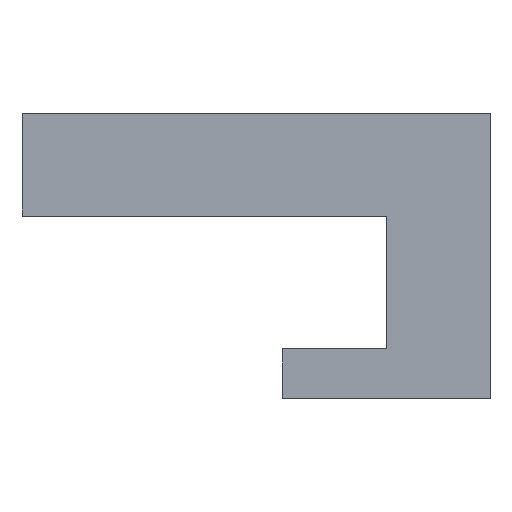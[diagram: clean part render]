
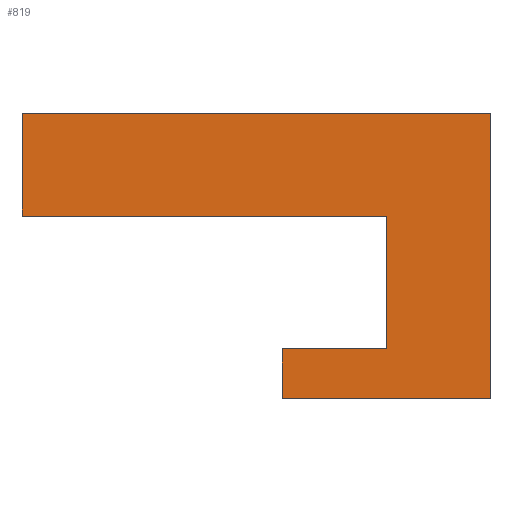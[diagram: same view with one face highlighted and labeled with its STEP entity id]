
A CAD part, left-side view. The second image highlights one B-rep face of the part: STEP entity #819.
In plain terms, the highlighted planar face has unit normal (-1, 0, 0).
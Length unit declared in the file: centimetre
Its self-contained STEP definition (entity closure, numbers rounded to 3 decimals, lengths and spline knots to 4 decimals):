
#475=VERTEX_POINT('',#2949);
#477=VERTEX_POINT('',#2952);
#492=VERTEX_POINT('',#2993);
#493=VERTEX_POINT('',#2997);
#494=VERTEX_POINT('',#2998);
#498=VERTEX_POINT('',#3008);
#513=VERTEX_POINT('',#3059);
#514=VERTEX_POINT('',#3063);
#522=EDGE_CURVE('',#477,#475,#1554,.T.);
#543=EDGE_CURVE('',#477,#492,#1571,.T.);
#545=EDGE_CURVE('',#493,#494,#1573,.T.);
#551=EDGE_CURVE('',#494,#498,#1579,.T.);
#572=EDGE_CURVE('',#475,#513,#1590,.T.);
#573=EDGE_CURVE('',#514,#493,#1591,.T.);
#575=EDGE_CURVE('',#513,#514,#1593,.T.);
#576=EDGE_CURVE('',#498,#492,#1594,.T.);
#682=ORIENTED_EDGE('',*,*,#522,.T.);
#683=ORIENTED_EDGE('',*,*,#572,.T.);
#684=ORIENTED_EDGE('',*,*,#575,.T.);
#685=ORIENTED_EDGE('',*,*,#573,.T.);
#686=ORIENTED_EDGE('',*,*,#545,.T.);
#687=ORIENTED_EDGE('',*,*,#551,.T.);
#688=ORIENTED_EDGE('',*,*,#576,.T.);
#689=ORIENTED_EDGE('',*,*,#543,.F.);
#742=EDGE_LOOP('',(#682,#683,#684,#685,#686,#687,#688,#689));
#788=FACE_BOUND('',#742,.T.);
#819=ADVANCED_FACE('',(#788),#2527,.T.);
#1554=LINE('',#2951,#2457);
#1571=LINE('',#2992,#2474);
#1573=LINE('',#2996,#2476);
#1579=LINE('',#3009,#2482);
#1590=LINE('',#3060,#2493);
#1591=LINE('',#3062,#2494);
#1593=LINE('',#3066,#2496);
#1594=LINE('',#3068,#2497);
#2308=AXIS2_PLACEMENT_3D('',#3067,#3334,$);
#2457=VECTOR('',#3235,1.);
#2474=VECTOR('',#3265,1.);
#2476=VECTOR('',#3268,1.);
#2482=VECTOR('',#3275,1.);
#2493=VECTOR('',#3328,1.);
#2494=VECTOR('',#3330,1.);
#2496=VECTOR('',#3333,1.);
#2497=VECTOR('',#3335,1.);
#2527=PLANE('',#2308);
#2949=CARTESIAN_POINT('',(-3.,2.63,0.515));
#2951=CARTESIAN_POINT('',(-3.,2.63,-3.7161));
#2952=CARTESIAN_POINT('',(-3.,2.63,1.31));
#2992=CARTESIAN_POINT('',(-3.,3.,1.31));
#2993=CARTESIAN_POINT('',(-3.,-1.,1.31));
#2996=CARTESIAN_POINT('',(-3.,0.61,-0.8038));
#2997=CARTESIAN_POINT('',(-3.,0.61,-0.515));
#2998=CARTESIAN_POINT('',(-3.,0.61,-0.9));
#3008=CARTESIAN_POINT('',(-3.,-1.,-0.9));
#3009=CARTESIAN_POINT('',(-3.,3.,-0.9));
#3059=CARTESIAN_POINT('',(-3.,-0.2,0.515));
#3060=CARTESIAN_POINT('',(-3.,1.2,0.515));
#3062=CARTESIAN_POINT('',(-3.,1.2,-0.515));
#3063=CARTESIAN_POINT('',(-3.,-0.2,-0.515));
#3066=CARTESIAN_POINT('',(-3.,-0.2,-0.45));
#3067=CARTESIAN_POINT('',(-3.,1.,-0.9));
#3068=CARTESIAN_POINT('',(-3.,-1.,-0.9));
#3235=DIRECTION('',(0.,0.,-1.));
#3265=DIRECTION('',(0.,-1.,0.));
#3268=DIRECTION('',(0.,0.,-1.));
#3275=DIRECTION('',(0.,-1.,0.));
#3328=DIRECTION('',(0.,-1.,0.));
#3330=DIRECTION('',(0.,1.,0.));
#3333=DIRECTION('',(0.,0.,-1.));
#3334=DIRECTION('',(-1.,0.,0.));
#3335=DIRECTION('',(0.,0.,1.));
